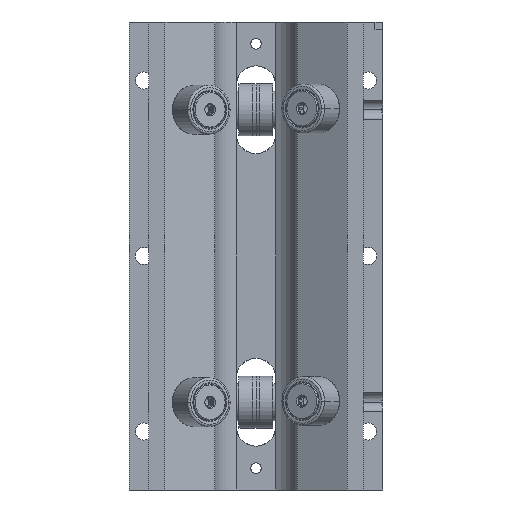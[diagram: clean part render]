
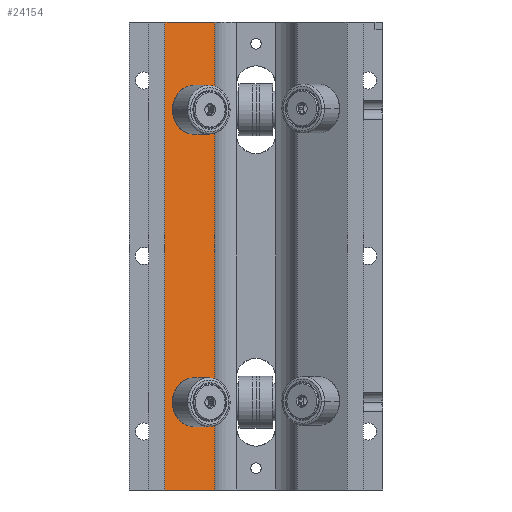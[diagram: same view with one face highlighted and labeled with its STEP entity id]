
A CAD part, front view. The second image highlights one B-rep face of the part: STEP entity #24154.
In plain terms, the highlighted planar face has unit normal (0.5, -0.866, 0).
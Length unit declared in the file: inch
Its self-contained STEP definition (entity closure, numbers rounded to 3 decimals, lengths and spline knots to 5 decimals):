
#1100 = CARTESIAN_POINT ( 'NONE',  ( -0.53095, -0.01787, 3. ) ) ;
#1595 = EDGE_CURVE ( 'NONE', #6901, #14143, #4024, .T. ) ;
#1750 = VERTEX_POINT ( 'NONE', #19060 ) ;
#1972 = DIRECTION ( 'NONE',  ( -0.5, 0.866, 0. ) ) ;
#2237 = AXIS2_PLACEMENT_3D ( 'NONE', #12897, #8979, #23484 ) ;
#2604 = CIRCLE ( 'NONE', #19398, 0.12625 ) ;
#2992 = CARTESIAN_POINT ( 'NONE',  ( -0.53095, -0.01787, -3. ) ) ;
#3371 = PLANE ( 'NONE',  #23865 ) ;
#4024 = CIRCLE ( 'NONE', #13210, 0.12625 ) ;
#4354 = CARTESIAN_POINT ( 'NONE',  ( -1.16684, -0.385, 3. ) ) ;
#4407 = DIRECTION ( 'NONE',  ( 0.5, -0.866, 0. ) ) ;
#4594 = CARTESIAN_POINT ( 'NONE',  ( -1.16684, -0.385, -3. ) ) ;
#4620 = LINE ( 'NONE', #12580, #17887 ) ;
#5092 = EDGE_CURVE ( 'NONE', #10093, #1750, #13499, .T. ) ;
#5220 = CARTESIAN_POINT ( 'NONE',  ( -0.93668, -0.25212, 1.875 ) ) ;
#5784 = CARTESIAN_POINT ( 'NONE',  ( -1.16684, -0.385, 3. ) ) ;
#5933 = CARTESIAN_POINT ( 'NONE',  ( -0.71801, -0.12587, -1.875 ) ) ;
#6256 = ORIENTED_EDGE ( 'NONE', *, *, #12788, .T. ) ;
#6397 = EDGE_LOOP ( 'NONE', ( #6256, #19694 ) ) ;
#6793 = ORIENTED_EDGE ( 'NONE', *, *, #24766, .T. ) ;
#6901 = VERTEX_POINT ( 'NONE', #5220 ) ;
#7810 = DIRECTION ( 'NONE',  ( 0.866, 0.5, 0. ) ) ;
#7889 = CARTESIAN_POINT ( 'NONE',  ( -1.16684, -0.385, -3. ) ) ;
#8301 = LINE ( 'NONE', #15804, #22192 ) ;
#8979 = DIRECTION ( 'NONE',  ( -0.5, 0.866, 0. ) ) ;
#9247 = ORIENTED_EDGE ( 'NONE', *, *, #16126, .T. ) ;
#9402 = VERTEX_POINT ( 'NONE', #7889 ) ;
#9925 = DIRECTION ( 'NONE',  ( 0.866, 0.5, 0. ) ) ;
#10026 = CIRCLE ( 'NONE', #23947, 0.12625 ) ;
#10093 = VERTEX_POINT ( 'NONE', #5933 ) ;
#10134 = EDGE_CURVE ( 'NONE', #9402, #14408, #4620, .T. ) ;
#10345 = LINE ( 'NONE', #4594, #11342 ) ;
#10483 = DIRECTION ( 'NONE',  ( 0.866, 0.5, 0. ) ) ;
#10742 = ORIENTED_EDGE ( 'NONE', *, *, #20244, .F. ) ;
#11342 = VECTOR ( 'NONE', #12021, 39.37008 ) ;
#12021 = DIRECTION ( 'NONE',  ( 0., 0., 1. ) ) ;
#12264 = EDGE_LOOP ( 'NONE', ( #15117, #9247 ) ) ;
#12580 = CARTESIAN_POINT ( 'NONE',  ( -1.16684, -0.385, -3. ) ) ;
#12656 = EDGE_LOOP ( 'NONE', ( #20663, #10742, #17859, #6793 ) ) ;
#12788 = EDGE_CURVE ( 'NONE', #14143, #6901, #10026, .T. ) ;
#12897 = CARTESIAN_POINT ( 'NONE',  ( -0.82735, -0.18899, -1.875 ) ) ;
#13157 = VERTEX_POINT ( 'NONE', #1100 ) ;
#13210 = AXIS2_PLACEMENT_3D ( 'NONE', #16131, #20179, #24172 ) ;
#13499 = CIRCLE ( 'NONE', #2237, 0.12625 ) ;
#13927 = DIRECTION ( 'NONE',  ( 0., 0., 1. ) ) ;
#14143 = VERTEX_POINT ( 'NONE', #22239 ) ;
#14316 = VERTEX_POINT ( 'NONE', #5784 ) ;
#14408 = VERTEX_POINT ( 'NONE', #2992 ) ;
#15117 = ORIENTED_EDGE ( 'NONE', *, *, #5092, .T. ) ;
#15804 = CARTESIAN_POINT ( 'NONE',  ( -0.53095, -0.01787, -3. ) ) ;
#16101 = DIRECTION ( 'NONE',  ( -0.5, 0.866, 0. ) ) ;
#16126 = EDGE_CURVE ( 'NONE', #1750, #10093, #2604, .T. ) ;
#16131 = CARTESIAN_POINT ( 'NONE',  ( -0.82735, -0.18899, 1.875 ) ) ;
#16483 = EDGE_CURVE ( 'NONE', #14316, #13157, #20122, .T. ) ;
#17725 = VECTOR ( 'NONE', #10483, 39.37008 ) ;
#17859 = ORIENTED_EDGE ( 'NONE', *, *, #10134, .T. ) ;
#17887 = VECTOR ( 'NONE', #20650, 39.37008 ) ;
#19060 = CARTESIAN_POINT ( 'NONE',  ( -0.93668, -0.25212, -1.875 ) ) ;
#19398 = AXIS2_PLACEMENT_3D ( 'NONE', #20033, #16101, #7810 ) ;
#19694 = ORIENTED_EDGE ( 'NONE', *, *, #1595, .T. ) ;
#20033 = CARTESIAN_POINT ( 'NONE',  ( -0.82735, -0.18899, -1.875 ) ) ;
#20122 = LINE ( 'NONE', #4354, #17725 ) ;
#20179 = DIRECTION ( 'NONE',  ( -0.5, 0.866, 0. ) ) ;
#20244 = EDGE_CURVE ( 'NONE', #9402, #14316, #10345, .T. ) ;
#20650 = DIRECTION ( 'NONE',  ( 0.866, 0.5, 0. ) ) ;
#20663 = ORIENTED_EDGE ( 'NONE', *, *, #16483, .F. ) ;
#21376 = FACE_OUTER_BOUND ( 'NONE', #12656, .T. ) ;
#21772 = FACE_BOUND ( 'NONE', #6397, .T. ) ;
#21902 = FACE_BOUND ( 'NONE', #12264, .T. ) ;
#21922 = CARTESIAN_POINT ( 'NONE',  ( -0.82735, -0.18899, 1.875 ) ) ;
#22192 = VECTOR ( 'NONE', #13927, 39.37008 ) ;
#22239 = CARTESIAN_POINT ( 'NONE',  ( -0.71801, -0.12587, 1.875 ) ) ;
#22276 = CARTESIAN_POINT ( 'NONE',  ( -1.16684, -0.385, -3. ) ) ;
#23484 = DIRECTION ( 'NONE',  ( 0.866, 0.5, 0. ) ) ;
#23865 = AXIS2_PLACEMENT_3D ( 'NONE', #22276, #4407, #24415 ) ;
#23947 = AXIS2_PLACEMENT_3D ( 'NONE', #21922, #1972, #9925 ) ;
#24154 = ADVANCED_FACE ( 'NONE', ( #21902, #21772, #21376 ), #3371, .T. ) ;
#24172 = DIRECTION ( 'NONE',  ( 0.866, 0.5, 0. ) ) ;
#24415 = DIRECTION ( 'NONE',  ( 0.866, 0.5, 0. ) ) ;
#24766 = EDGE_CURVE ( 'NONE', #14408, #13157, #8301, .T. ) ;
